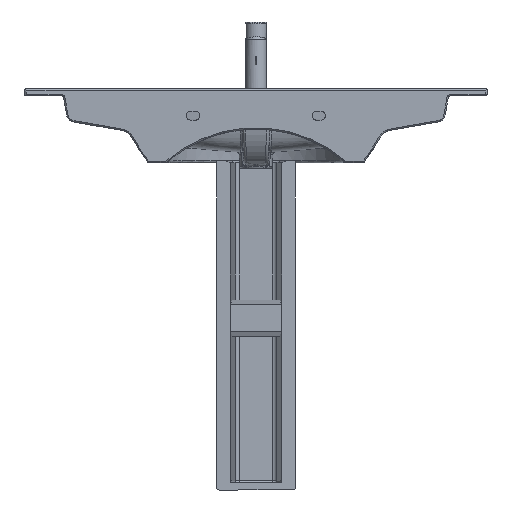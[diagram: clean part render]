
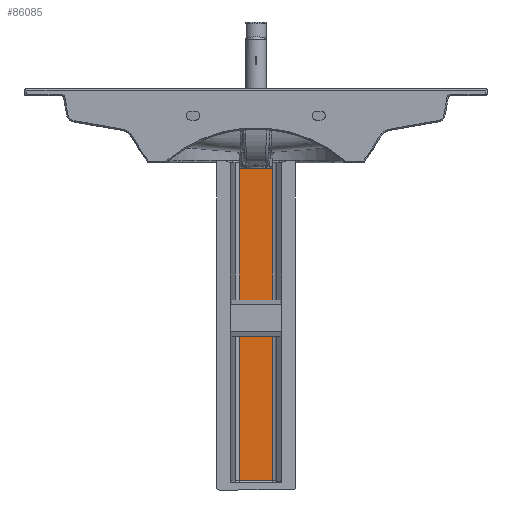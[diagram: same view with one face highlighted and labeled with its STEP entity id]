
A CAD part, left-side view. The second image highlights one B-rep face of the part: STEP entity #86085.
In plain terms, the highlighted free-form (B-spline) face has degree [5, 1] with [6, 2] control points.
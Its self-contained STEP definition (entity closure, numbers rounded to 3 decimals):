
#85431=CARTESIAN_POINT('',(284.435,37.41,-712.));
#85432=VERTEX_POINT('',#85431);
#85704=CARTESIAN_POINT('',(284.435,-37.41,-712.0));
#85705=VERTEX_POINT('',#85704);
#85713=CARTESIAN_POINT('',(284.435,-37.41,-712.0));
#85714=CARTESIAN_POINT('',(285.486,-24.874,-712.0));
#85715=CARTESIAN_POINT('',(286.097,-12.278,-712.0));
#85716=CARTESIAN_POINT('',(286.265,0.295,-712.0));
#85717=CARTESIAN_POINT('',(285.941,15.223,-712.0));
#85718=CARTESIAN_POINT('',(284.996,30.113,-712.0));
#85719=CARTESIAN_POINT('',(284.833,32.438,-712.0));
#85720=CARTESIAN_POINT('',(284.65,34.83,-712.0));
#85721=CARTESIAN_POINT('',(284.451,37.22,-712.0));
#85722=CARTESIAN_POINT('',(284.446,37.286,-712.0));
#85723=CARTESIAN_POINT('',(284.44,37.349,-712.0));
#85724=CARTESIAN_POINT('',(284.435,37.41,-712.0));
#85725=B_SPLINE_CURVE_WITH_KNOTS('',5,(#85713,#85714,#85715,#85716,#85717,#85718,#85719,#85720,#85721,#85722,#85723,#85724),.UNSPECIFIED.,.F.,.U.,(6,3,3,6),(436.364,546.128,566.451,567.049),.UNSPECIFIED.);
#85726=EDGE_CURVE('',#85432,#85705,#85725,.F.);
#85994=CARTESIAN_POINT('',(284.435,37.41,-4.0));
#85995=VERTEX_POINT('',#85994);
#86005=CARTESIAN_POINT('',(284.435,37.41,-4.0));
#86006=DIRECTION('',(0.0,0.0,-1.0));
#86007=VECTOR('',#86006,708.);
#86008=LINE('',#86005,#86007);
#86009=EDGE_CURVE('',#85432,#85995,#86008,.F.);
#86051=CARTESIAN_POINT('',(284.435,-37.41,-4.));
#86052=CARTESIAN_POINT('',(285.685,-22.494,-4.));
#86053=CARTESIAN_POINT('',(286.315,-7.478,-4.));
#86054=CARTESIAN_POINT('',(286.312,7.48,-4.));
#86055=CARTESIAN_POINT('',(285.686,22.492,-4.));
#86056=CARTESIAN_POINT('',(284.435,37.41,-4.));
#86057=CARTESIAN_POINT('',(284.435,-37.41,-712.0));
#86058=CARTESIAN_POINT('',(285.685,-22.494,-712.0));
#86059=CARTESIAN_POINT('',(286.315,-7.478,-712.0));
#86060=CARTESIAN_POINT('',(286.312,7.48,-712.0));
#86061=CARTESIAN_POINT('',(285.686,22.492,-712.0));
#86062=CARTESIAN_POINT('',(284.435,37.41,-712.0));
#86063=B_SPLINE_SURFACE_WITH_KNOTS('',5,1,((#86051,#86057),(#86052,#86058),(#86053,#86059),(#86054,#86060),(#86055,#86061),(#86056,#86062)),.UNSPECIFIED.,.F.,.F.,.U.,(6,6),(2,2),(315.569,423.178),(4.,712.0),.UNSPECIFIED.);
#86064=ORIENTED_EDGE('',*,*,#86009,.F.);
#86065=ORIENTED_EDGE('',*,*,#85726,.T.);
#86066=CARTESIAN_POINT('',(284.435,-37.41,-4.));
#86067=VERTEX_POINT('',#86066);
#86068=CARTESIAN_POINT('',(284.435,-37.41,-4.));
#86069=DIRECTION('',(0.0,0.0,-1.0));
#86070=VECTOR('',#86069,708.);
#86071=LINE('',#86068,#86070);
#86072=EDGE_CURVE('',#85705,#86067,#86071,.F.);
#86073=ORIENTED_EDGE('',*,*,#86072,.T.);
#86074=CARTESIAN_POINT('',(284.435,37.41,-4.0));
#86075=CARTESIAN_POINT('',(285.686,22.492,-4.0));
#86076=CARTESIAN_POINT('',(286.312,7.48,-4.0));
#86077=CARTESIAN_POINT('',(286.315,-7.478,-4.0));
#86078=CARTESIAN_POINT('',(285.685,-22.494,-4.0));
#86079=CARTESIAN_POINT('',(284.435,-37.41,-4.0));
#86080=B_SPLINE_CURVE_WITH_KNOTS('',5,(#86074,#86075,#86076,#86077,#86078,#86079),.UNSPECIFIED.,.F.,.U.,(6,6),(-53.703,53.906),.UNSPECIFIED.);
#86081=EDGE_CURVE('',#86067,#85995,#86080,.F.);
#86082=ORIENTED_EDGE('',*,*,#86081,.T.);
#86083=EDGE_LOOP('',(#86064,#86065,#86073,#86082));
#86084=FACE_OUTER_BOUND('',#86083,.T.);
#86085=ADVANCED_FACE('',(#86084),#86063,.T.);
